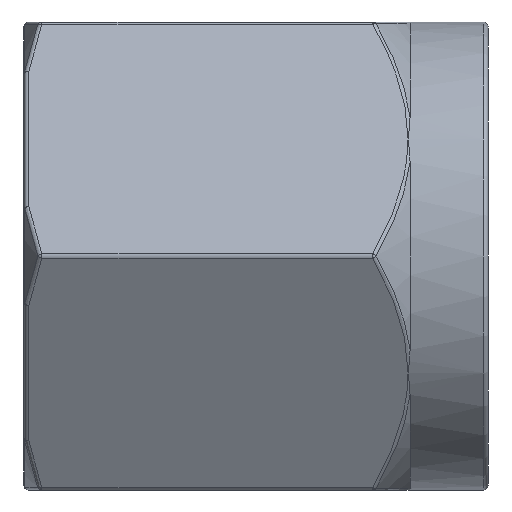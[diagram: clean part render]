
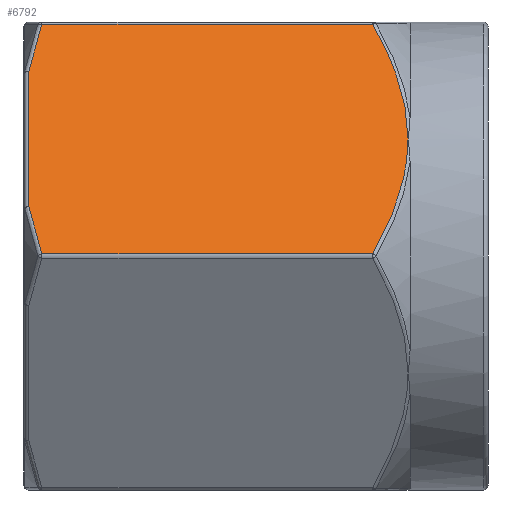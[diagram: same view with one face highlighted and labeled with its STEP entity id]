
A CAD part, front view. The second image highlights one B-rep face of the part: STEP entity #6792.
In plain terms, the highlighted planar face has unit normal (0, -0.866, 0.5).
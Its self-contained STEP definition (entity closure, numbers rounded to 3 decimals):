
#2713=DIRECTION('',(-1.,0.,0.));
#2714=VECTOR('',#2713,8.481);
#2715=CARTESIAN_POINT('',(-2.961,-3.5,
5.938));
#2716=LINE('',#2715,#2714);
#2717=CARTESIAN_POINT('',(-2.052,-5.196,
3.));
#2718=CARTESIAN_POINT('',(-2.052,-5.127,
3.12));
#2719=CARTESIAN_POINT('',(-2.061,-4.989,
3.359));
#2720=CARTESIAN_POINT('',(-2.106,-4.781,
3.719));
#2721=CARTESIAN_POINT('',(-2.175,-4.582,
4.064));
#2722=CARTESIAN_POINT('',(-2.268,-4.384,
4.407));
#2723=CARTESIAN_POINT('',(-2.39,-4.179,
4.762));
#2724=CARTESIAN_POINT('',(-2.541,-3.967,
5.129));
#2725=CARTESIAN_POINT('',(-2.728,-3.742,
5.518));
#2726=CARTESIAN_POINT('',(-2.878,-3.582,
5.795));
#2727=CARTESIAN_POINT('',(-2.961,-3.5,
5.938));
#2729=CARTESIAN_POINT('',(-2.961,-6.892,
0.062));
#2730=CARTESIAN_POINT('',(-2.897,-6.829,
0.172));
#2731=CARTESIAN_POINT('',(-2.779,-6.705,
0.386));
#2732=CARTESIAN_POINT('',(-2.624,-6.527,
0.695));
#2733=CARTESIAN_POINT('',(-2.495,-6.362,
0.981));
#2734=CARTESIAN_POINT('',(-2.388,-6.208,
1.248));
#2735=CARTESIAN_POINT('',(-2.297,-6.057,
1.509));
#2736=CARTESIAN_POINT('',(-2.217,-5.903,
1.776));
#2737=CARTESIAN_POINT('',(-2.15,-5.743,
2.053));
#2738=CARTESIAN_POINT('',(-2.098,-5.577,
2.34));
#2739=CARTESIAN_POINT('',(-2.062,-5.399,
2.648));
#2740=CARTESIAN_POINT('',(-2.052,-5.266,
2.879));
#2741=CARTESIAN_POINT('',(-2.052,-5.196,
3.));
#2743=DIRECTION('',(-1.,0.,0.));
#2744=VECTOR('',#2743,8.481);
#2745=CARTESIAN_POINT('',(-2.961,-6.892,
0.062));
#2746=LINE('',#2745,#2744);
#2747=CARTESIAN_POINT('',(-11.775,-6.197,
1.267));
#2748=CARTESIAN_POINT('',(-11.761,-6.234,
1.203));
#2749=CARTESIAN_POINT('',(-11.731,-6.311,
1.069));
#2750=CARTESIAN_POINT('',(-11.677,-6.437,
0.852));
#2751=CARTESIAN_POINT('',(-11.613,-6.574,
0.614));
#2752=CARTESIAN_POINT('',(-11.536,-6.724,
0.354));
#2753=CARTESIAN_POINT('',(-11.475,-6.834,
0.162));
#2754=CARTESIAN_POINT('',(-11.442,-6.892,
0.062));
#2756=DIRECTION('',(0.,0.5,0.866));
#2757=VECTOR('',#2756,4.003);
#2758=CARTESIAN_POINT('',(-11.775,-6.197,
1.267));
#2759=LINE('',#2758,#2757);
#2760=CARTESIAN_POINT('',(-11.442,-3.5,
5.938));
#2761=CARTESIAN_POINT('',(-11.476,-3.559,
5.835));
#2762=CARTESIAN_POINT('',(-11.538,-3.672,
5.641));
#2763=CARTESIAN_POINT('',(-11.615,-3.823,
5.378));
#2764=CARTESIAN_POINT('',(-11.68,-3.961,
5.139));
#2765=CARTESIAN_POINT('',(-11.733,-4.085,
4.925));
#2766=CARTESIAN_POINT('',(-11.762,-4.16,
4.795));
#2767=CARTESIAN_POINT('',(-11.775,-4.196,
4.733));
#3177=CARTESIAN_POINT('',(-2.961,-3.5,
5.938));
#3178=CARTESIAN_POINT('',(-11.442,-3.5,
5.938));
#3179=VERTEX_POINT('',#3177);
#3180=VERTEX_POINT('',#3178);
#3181=VERTEX_POINT('',#2717);
#3212=VERTEX_POINT('',#2729);
#3215=CARTESIAN_POINT('',(-11.442,-6.892,
0.062));
#3216=VERTEX_POINT('',#3215);
#3221=VERTEX_POINT('',#2747);
#3225=CARTESIAN_POINT('',(-11.775,-4.196,
4.733));
#3226=VERTEX_POINT('',#3225);
#6773=CARTESIAN_POINT('',(0.,-3.464,6.));
#6774=DIRECTION('',(0.,-0.866,0.5));
#6775=DIRECTION('',(0.,-0.5,-0.866));
#6776=AXIS2_PLACEMENT_3D('',#6773,#6774,#6775);
#6777=PLANE('',#6776);
#6778=ORIENTED_EDGE('',*,*,#6644,.F.);
#6779=ORIENTED_EDGE('',*,*,#6765,.F.);
#6781=ORIENTED_EDGE('',*,*,#6780,.F.);
#6783=ORIENTED_EDGE('',*,*,#6782,.T.);
#6785=ORIENTED_EDGE('',*,*,#6784,.F.);
#6787=ORIENTED_EDGE('',*,*,#6786,.T.);
#6789=ORIENTED_EDGE('',*,*,#6788,.F.);
#6790=EDGE_LOOP('',(#6778,#6779,#6781,#6783,#6785,#6787,#6789));
#6791=FACE_OUTER_BOUND('',#6790,.F.);
#2728=B_SPLINE_CURVE_WITH_KNOTS('',3,(#2717,#2718,#2719,#2720,#2721,#2722,#2723,
#2724,#2725,#2726,#2727),.UNSPECIFIED.,.F.,.F.,(4,1,1,1,1,1,1,1,4),(0.,
0.125,0.25,0.375,0.5,0.625,0.75,0.875,1.),.UNSPECIFIED.);
#2742=B_SPLINE_CURVE_WITH_KNOTS('',3,(#2729,#2730,#2731,#2732,#2733,#2734,#2735,
#2736,#2737,#2738,#2739,#2740,#2741),.UNSPECIFIED.,.F.,.F.,(4,1,1,1,1,1,1,1,1,1,
4),(0.,0.1,0.2,0.3,0.4,0.5,0.6,0.7,0.8,0.9,1.),
.UNSPECIFIED.);
#2755=B_SPLINE_CURVE_WITH_KNOTS('',3,(#2747,#2748,#2749,#2750,#2751,#2752,#2753,
#2754),.UNSPECIFIED.,.F.,.F.,(4,1,1,1,1,4),(0.,0.2,0.4,0.6,0.8,1.),
.UNSPECIFIED.);
#2768=B_SPLINE_CURVE_WITH_KNOTS('',3,(#2760,#2761,#2762,#2763,#2764,#2765,#2766,
#2767),.UNSPECIFIED.,.F.,.F.,(4,1,1,1,1,4),(0.,0.2,0.4,0.6,0.8,1.),
.UNSPECIFIED.);
#6644=EDGE_CURVE('',#3179,#3180,#2716,.T.);
#6765=EDGE_CURVE('',#3181,#3179,#2728,.T.);
#6780=EDGE_CURVE('',#3212,#3181,#2742,.T.);
#6782=EDGE_CURVE('',#3212,#3216,#2746,.T.);
#6784=EDGE_CURVE('',#3221,#3216,#2755,.T.);
#6786=EDGE_CURVE('',#3221,#3226,#2759,.T.);
#6788=EDGE_CURVE('',#3180,#3226,#2768,.T.);
#6792=ADVANCED_FACE('',(#6791),#6777,.T.);
